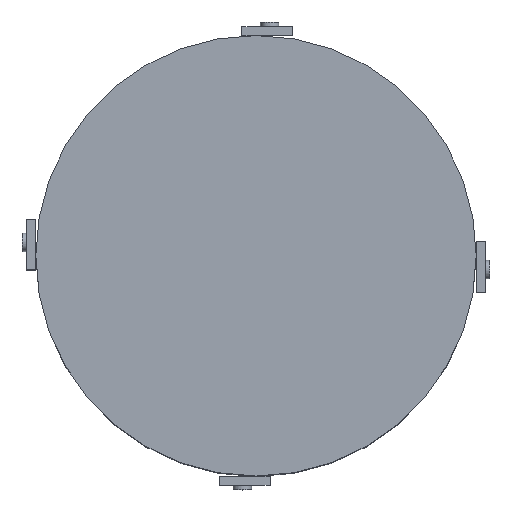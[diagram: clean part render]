
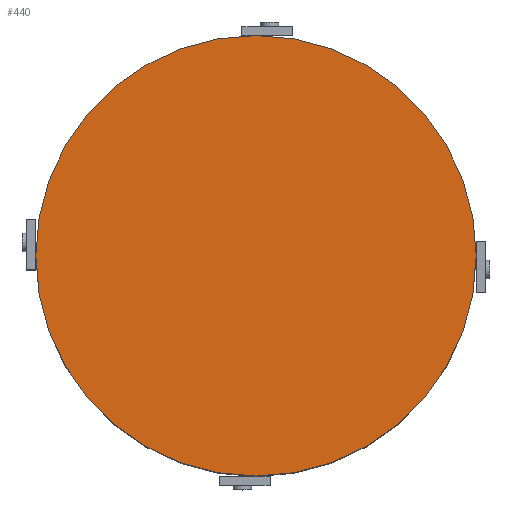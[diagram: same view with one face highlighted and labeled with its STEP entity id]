
A CAD part, top view. The second image highlights one B-rep face of the part: STEP entity #440.
In plain terms, the highlighted planar face has unit normal (0, 0, 1).
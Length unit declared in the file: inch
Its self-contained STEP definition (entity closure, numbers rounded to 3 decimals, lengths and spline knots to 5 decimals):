
#322=PLANE('',#1108);
#375=FACE_OUTER_BOUND('',#568,.T.);
#440=ADVANCED_FACE('',(#375),#322,.F.);
#568=EDGE_LOOP('',(#660));
#660=ORIENTED_EDGE('',*,*,#954,.F.);
#876=VERTEX_POINT('',#1531);
#954=EDGE_CURVE('',#876,#876,#1063,.T.);
#1063=CIRCLE('',#1105,24.);
#1105=AXIS2_PLACEMENT_3D('',#1530,#1225,#1226);
#1108=AXIS2_PLACEMENT_3D('',#1535,#1231,#1232);
#1225=DIRECTION('',(0.,0.,-1.));
#1226=DIRECTION('',(1.,0.,0.));
#1231=DIRECTION('',(0.,0.,-1.));
#1232=DIRECTION('',(-1.,0.,0.));
#1530=CARTESIAN_POINT('',(0.,0.,36.));
#1531=CARTESIAN_POINT('',(24.,0.,36.));
#1535=CARTESIAN_POINT('',(0.,0.,36.));
